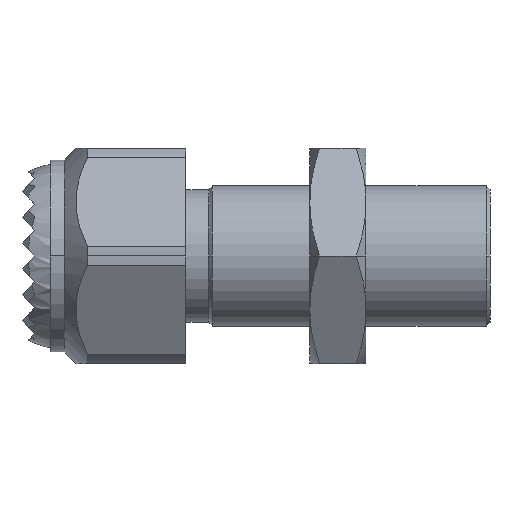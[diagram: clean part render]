
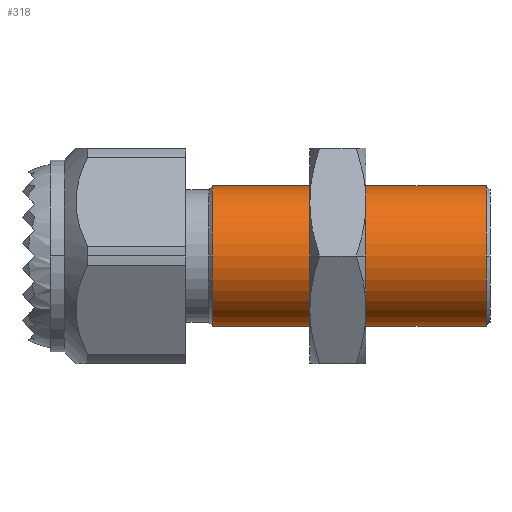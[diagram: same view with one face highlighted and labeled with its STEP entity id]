
A CAD part, front view. The second image highlights one B-rep face of the part: STEP entity #318.
In plain terms, the highlighted cylindrical face has radius 15 mm (diameter 30 mm), a partial arc.
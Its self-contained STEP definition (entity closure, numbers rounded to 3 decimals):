
#318=ADVANCED_FACE('',(#838),#839,.T.);
#838=FACE_OUTER_BOUND('',#1574,.T.);
#839=CYLINDRICAL_SURFACE('',#1575,15.0);
#1574=EDGE_LOOP('',(#2415,#2416,#2417,#2418,#2419,#2420));
#1575=AXIS2_PLACEMENT_3D('',#2421,#2422,#2423);
#2415=ORIENTED_EDGE('',*,*,#4111,.T.);
#2416=ORIENTED_EDGE('',*,*,#4126,.T.);
#2417=ORIENTED_EDGE('',*,*,#4184,.T.);
#2418=ORIENTED_EDGE('',*,*,#4114,.T.);
#2419=ORIENTED_EDGE('',*,*,#4121,.T.);
#2420=ORIENTED_EDGE('',*,*,#4187,.T.);
#2421=CARTESIAN_POINT('',(34.938,0.0,0.0));
#2422=DIRECTION('',(1.0,0.0,0.0));
#2423=DIRECTION('',(0.0,0.0,-1.0));
#4111=EDGE_CURVE('',#4815,#4816,#4817,.T.);
#4114=EDGE_CURVE('',#4822,#4820,#4823,.T.);
#4121=EDGE_CURVE('',#4820,#4831,#4833,.T.);
#4126=EDGE_CURVE('',#4816,#4839,#4841,.T.);
#4184=EDGE_CURVE('',#4839,#4822,#4930,.T.);
#4187=EDGE_CURVE('',#4831,#4815,#4933,.T.);
#4815=VERTEX_POINT('',#5738);
#4816=VERTEX_POINT('',#5739);
#4817=LINE('',#5740,#5741);
#4820=VERTEX_POINT('',#5744);
#4822=VERTEX_POINT('',#5746);
#4823=LINE('',#5747,#5748);
#4831=VERTEX_POINT('',#5757);
#4833=CIRCLE('',#5760,15.0);
#4839=VERTEX_POINT('',#5767);
#4841=CIRCLE('',#5770,15.0);
#4930=CIRCLE('',#5949,15.0);
#4933=CIRCLE('',#5952,15.0);
#5738=CARTESIAN_POINT('',(5.687,0.,-15.0));
#5739=CARTESIAN_POINT('',(64.188,0.,-15.0));
#5740=CARTESIAN_POINT('',(34.938,0.,-15.0));
#5741=VECTOR('',#7280,1.0);
#5744=CARTESIAN_POINT('',(5.687,0.,15.0));
#5746=CARTESIAN_POINT('',(64.188,0.,15.0));
#5747=CARTESIAN_POINT('',(34.938,0.,15.0));
#5748=VECTOR('',#7287,1.0);
#5757=CARTESIAN_POINT('',(5.687,-15.0,0.));
#5760=AXIS2_PLACEMENT_3D('',#7299,#7300,#7301);
#5767=CARTESIAN_POINT('',(64.188,-15.0,0.));
#5770=AXIS2_PLACEMENT_3D('',#7307,#7308,#7309);
#5949=AXIS2_PLACEMENT_3D('',#7382,#7383,#7384);
#5952=AXIS2_PLACEMENT_3D('',#7388,#7389,#7390);
#7280=DIRECTION('',(1.0,0.0,0.0));
#7287=DIRECTION('',(-1.0,-0.0,-0.0));
#7299=CARTESIAN_POINT('',(5.687,0.0,0.0));
#7300=DIRECTION('',(1.0,0.0,0.));
#7301=DIRECTION('',(0.,0.0,-1.0));
#7307=CARTESIAN_POINT('',(64.188,0.0,0.0));
#7308=DIRECTION('',(-1.0,0.0,0.));
#7309=DIRECTION('',(0.,0.0,-1.0));
#7382=CARTESIAN_POINT('',(64.188,0.0,0.0));
#7383=DIRECTION('',(-1.0,0.0,0.));
#7384=DIRECTION('',(0.,0.0,-1.0));
#7388=CARTESIAN_POINT('',(5.687,0.0,0.0));
#7389=DIRECTION('',(1.0,0.0,0.));
#7390=DIRECTION('',(0.,0.0,-1.0));
